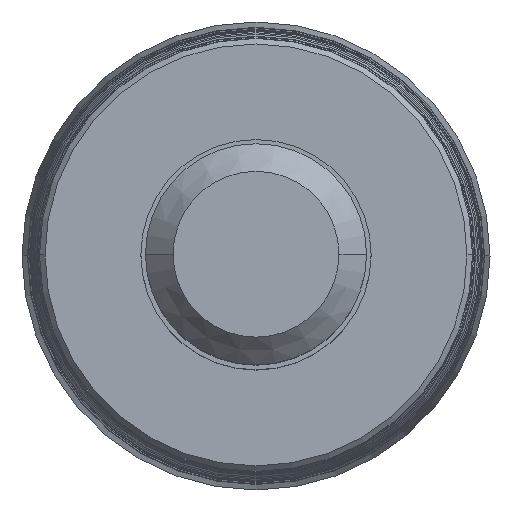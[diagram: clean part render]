
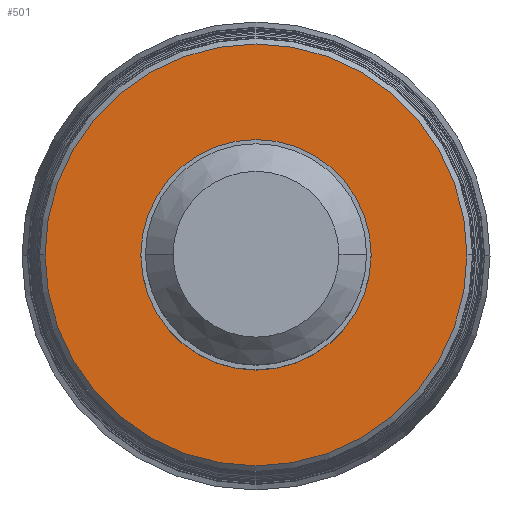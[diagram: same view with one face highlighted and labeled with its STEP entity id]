
A CAD part, top view. The second image highlights one B-rep face of the part: STEP entity #501.
In plain terms, the highlighted planar face has unit normal (0, 0, 1).
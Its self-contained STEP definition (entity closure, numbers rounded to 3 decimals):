
#32=FACE_BOUND('',#919,.T.);
#33=FACE_BOUND('',#920,.T.);
#38=PLANE('',#3525);
#501=ADVANCED_FACE('',(#32,#33),#38,.F.);
#919=EDGE_LOOP('',(#1612,#1613));
#920=EDGE_LOOP('',(#1614,#1615));
#1612=ORIENTED_EDGE('',*,*,#2258,.T.);
#1613=ORIENTED_EDGE('',*,*,#2257,.T.);
#1614=ORIENTED_EDGE('',*,*,#2259,.F.);
#1615=ORIENTED_EDGE('',*,*,#2260,.F.);
#1894=VERTEX_POINT('',#7173);
#1895=VERTEX_POINT('',#7175);
#1896=VERTEX_POINT('',#7180);
#1897=VERTEX_POINT('',#7181);
#2257=EDGE_CURVE('',#1894,#1895,#2805,.T.);
#2258=EDGE_CURVE('',#1895,#1894,#2806,.T.);
#2259=EDGE_CURVE('',#1896,#1897,#2807,.T.);
#2260=EDGE_CURVE('',#1897,#1896,#2808,.T.);
#2805=CIRCLE('',#3520,11.45);
#2806=CIRCLE('',#3522,11.45);
#2807=CIRCLE('',#3523,6.25);
#2808=CIRCLE('',#3524,6.25);
#3520=AXIS2_PLACEMENT_3D('',#7176,#4212,#4213);
#3522=AXIS2_PLACEMENT_3D('',#7178,#4216,#4217);
#3523=AXIS2_PLACEMENT_3D('',#7179,#4218,#4219);
#3524=AXIS2_PLACEMENT_3D('',#7182,#4220,#4221);
#3525=AXIS2_PLACEMENT_3D('',#7183,#4222,#4223);
#4212=DIRECTION('',(0.,0.,1.));
#4213=DIRECTION('',(-1.,0.,0.));
#4216=DIRECTION('',(0.,0.,1.));
#4217=DIRECTION('',(1.,0.,0.));
#4218=DIRECTION('',(0.,0.,1.));
#4219=DIRECTION('',(1.,0.,0.));
#4220=DIRECTION('',(0.,0.,1.));
#4221=DIRECTION('',(-1.,0.,0.));
#4222=DIRECTION('',(0.,0.,-1.));
#4223=DIRECTION('',(-1.,0.,0.));
#7173=CARTESIAN_POINT('',(-11.45,0.,0.));
#7175=CARTESIAN_POINT('',(11.45,0.,0.));
#7176=CARTESIAN_POINT('',(0.,0.,0.));
#7178=CARTESIAN_POINT('',(0.,0.,0.));
#7179=CARTESIAN_POINT('',(0.,0.,0.));
#7180=CARTESIAN_POINT('',(6.25,0.,0.));
#7181=CARTESIAN_POINT('',(-6.25,0.,0.));
#7182=CARTESIAN_POINT('',(0.,0.,0.));
#7183=CARTESIAN_POINT('',(0.,0.,0.));
